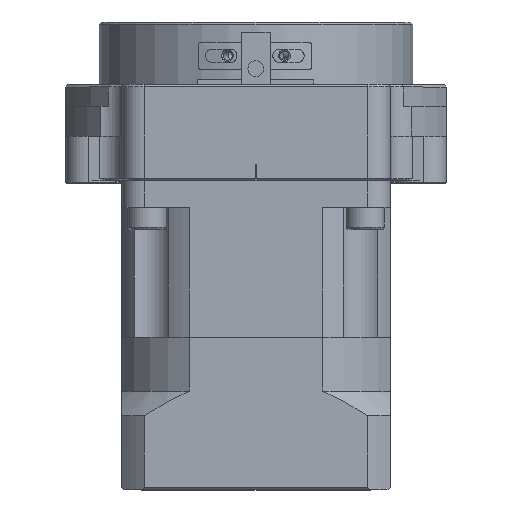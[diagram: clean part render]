
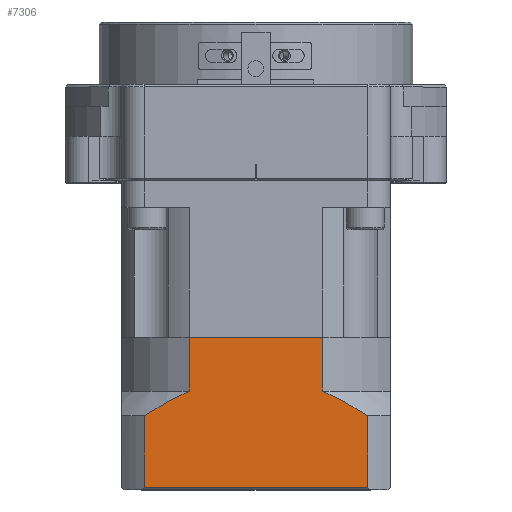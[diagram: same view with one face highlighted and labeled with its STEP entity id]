
A CAD part, top view. The second image highlights one B-rep face of the part: STEP entity #7306.
In plain terms, the highlighted planar face has unit normal (0, 0, 1).
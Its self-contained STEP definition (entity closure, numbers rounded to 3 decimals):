
#307 = CARTESIAN_POINT ( 'NONE',  ( 14.908, -47., 76.8 ) ) ;
#312 = CARTESIAN_POINT ( 'NONE',  ( 16.654, -47.777, 76.8 ) ) ;
#319 = CARTESIAN_POINT ( 'NONE',  ( 18.351, -48.64, 76.8 ) ) ;
#339 = CARTESIAN_POINT ( 'NONE',  ( 21.681, -50.488, 76.8 ) ) ;
#381 = CARTESIAN_POINT ( 'NONE',  ( 23.312, -51.473, 76.8 ) ) ;
#386 = CARTESIAN_POINT ( 'NONE',  ( 24.92, -52.5, 76.8 ) ) ;
#691 = VERTEX_POINT ( 'NONE', #28296 ) ;
#1717 = CARTESIAN_POINT ( 'NONE',  ( -24.92, -52.5, 76.8 ) ) ;
#1765 = CARTESIAN_POINT ( 'NONE',  ( -23.312, -51.473, 76.8 ) ) ;
#1775 = CARTESIAN_POINT ( 'NONE',  ( -21.681, -50.488, 76.8 ) ) ;
#1798 = CARTESIAN_POINT ( 'NONE',  ( -18.351, -48.64, 76.8 ) ) ;
#1808 = CARTESIAN_POINT ( 'NONE',  ( -16.654, -47.777, 76.8 ) ) ;
#1818 = CARTESIAN_POINT ( 'NONE',  ( -14.908, -47., 76.8 ) ) ;
#2156 = B_SPLINE_CURVE_WITH_KNOTS ( 'NONE', 3,
 ( #386, #381, #339, #319, #312, #307 ),
 .UNSPECIFIED., .F., .F.,
 ( 4, 2, 4 ),
 ( 0., 0.006, 0.011 ),
 .UNSPECIFIED. ) ;
#3540 = DIRECTION ( 'NONE',  ( 1., 0., 0. ) ) ;
#3569 = CARTESIAN_POINT ( 'NONE',  ( -30., -68.5, 76.8 ) ) ;
#3585 = LINE ( 'NONE', #3569, #8660 ) ;
#3698 = DIRECTION ( 'NONE',  ( 0., 1., 0. ) ) ;
#3726 = CARTESIAN_POINT ( 'NONE',  ( -14.908, -45., 76.8 ) ) ;
#3744 = LINE ( 'NONE', #3726, #21992 ) ;
#4948 = VERTEX_POINT ( 'NONE', #9933 ) ;
#5066 = VECTOR ( 'NONE', #18292, 1000. ) ;
#5562 = EDGE_LOOP ( 'NONE', ( #26473, #26630, #26666, #26703, #26829, #26909, #27094, #27144 ) ) ;
#7141 = DIRECTION ( 'NONE',  ( 0., -1., 0. ) ) ;
#7148 = CARTESIAN_POINT ( 'NONE',  ( 14.908, -45., 76.8 ) ) ;
#7155 = LINE ( 'NONE', #7148, #27099 ) ;
#7200 = EDGE_CURVE ( 'NONE', #23921, #691, #19671, .T. ) ;
#7306 = ADVANCED_FACE ( 'NONE', ( #18436 ), #18414, .F. ) ;
#8126 = CARTESIAN_POINT ( 'NONE',  ( -24.92, -52.5, 76.8 ) ) ;
#8383 = EDGE_CURVE ( 'NONE', #4948, #691, #3585, .T. ) ;
#8384 = B_SPLINE_CURVE_WITH_KNOTS ( 'NONE', 3,
 ( #1818, #1808, #1798, #1775, #1765, #1717 ),
 .UNSPECIFIED., .F., .F.,
 ( 4, 2, 4 ),
 ( 0., 0.006, 0.011 ),
 .UNSPECIFIED. ) ;
#8660 = VECTOR ( 'NONE', #3540, 1000. ) ;
#8795 = VERTEX_POINT ( 'NONE', #31580 ) ;
#9933 = CARTESIAN_POINT ( 'NONE',  ( -24.92, -68.5, 76.8 ) ) ;
#11648 = EDGE_CURVE ( 'NONE', #8795, #19680, #8384, .T. ) ;
#12045 = EDGE_CURVE ( 'NONE', #30649, #14533, #30475, .T. ) ;
#14533 = VERTEX_POINT ( 'NONE', #31747 ) ;
#18292 = DIRECTION ( 'NONE',  ( 0., 1., 0. ) ) ;
#18328 = CARTESIAN_POINT ( 'NONE',  ( -24.92, -69., 76.8 ) ) ;
#18332 = DIRECTION ( 'NONE',  ( -1., 0., 0. ) ) ;
#18358 = LINE ( 'NONE', #18328, #5066 ) ;
#18376 = DIRECTION ( 'NONE',  ( 0., 0., -1. ) ) ;
#18407 = CARTESIAN_POINT ( 'NONE',  ( -30., -35., 76.8 ) ) ;
#18414 = PLANE ( 'NONE',  #25146 ) ;
#18436 = FACE_OUTER_BOUND ( 'NONE', #5562, .T. ) ;
#19624 = DIRECTION ( 'NONE',  ( 0., -1., 0. ) ) ;
#19641 = CARTESIAN_POINT ( 'NONE',  ( 24.92, -69., 76.8 ) ) ;
#19671 = LINE ( 'NONE', #19641, #24124 ) ;
#19680 = VERTEX_POINT ( 'NONE', #8126 ) ;
#21443 = EDGE_CURVE ( 'NONE', #4948, #19680, #18358, .T. ) ;
#21992 = VECTOR ( 'NONE', #3698, 1000. ) ;
#22680 = EDGE_CURVE ( 'NONE', #14533, #27106, #7155, .T. ) ;
#22989 = EDGE_CURVE ( 'NONE', #8795, #30649, #3744, .T. ) ;
#23921 = VERTEX_POINT ( 'NONE', #27664 ) ;
#24124 = VECTOR ( 'NONE', #19624, 1000. ) ;
#25146 = AXIS2_PLACEMENT_3D ( 'NONE', #18407, #18376, #18332 ) ;
#26473 = ORIENTED_EDGE ( 'NONE', *, *, #21443, .F. ) ;
#26630 = ORIENTED_EDGE ( 'NONE', *, *, #8383, .T. ) ;
#26666 = ORIENTED_EDGE ( 'NONE', *, *, #7200, .F. ) ;
#26703 = ORIENTED_EDGE ( 'NONE', *, *, #30530, .T. ) ;
#26829 = ORIENTED_EDGE ( 'NONE', *, *, #22680, .F. ) ;
#26909 = ORIENTED_EDGE ( 'NONE', *, *, #12045, .F. ) ;
#27094 = ORIENTED_EDGE ( 'NONE', *, *, #22989, .F. ) ;
#27099 = VECTOR ( 'NONE', #7141, 1000. ) ;
#27106 = VERTEX_POINT ( 'NONE', #31486 ) ;
#27144 = ORIENTED_EDGE ( 'NONE', *, *, #11648, .T. ) ;
#27190 = VECTOR ( 'NONE', #30441, 1000. ) ;
#27664 = CARTESIAN_POINT ( 'NONE',  ( 24.92, -52.5, 76.8 ) ) ;
#28296 = CARTESIAN_POINT ( 'NONE',  ( 24.92, -68.5, 76.8 ) ) ;
#30441 = DIRECTION ( 'NONE',  ( 1., 0., 0. ) ) ;
#30465 = CARTESIAN_POINT ( 'NONE',  ( -30., -35., 76.8 ) ) ;
#30475 = LINE ( 'NONE', #30465, #27190 ) ;
#30530 = EDGE_CURVE ( 'NONE', #23921, #27106, #2156, .T. ) ;
#30649 = VERTEX_POINT ( 'NONE', #32051 ) ;
#31486 = CARTESIAN_POINT ( 'NONE',  ( 14.908, -47., 76.8 ) ) ;
#31580 = CARTESIAN_POINT ( 'NONE',  ( -14.908, -47., 76.8 ) ) ;
#31747 = CARTESIAN_POINT ( 'NONE',  ( 14.908, -35., 76.8 ) ) ;
#32051 = CARTESIAN_POINT ( 'NONE',  ( -14.908, -35., 76.8 ) ) ;
